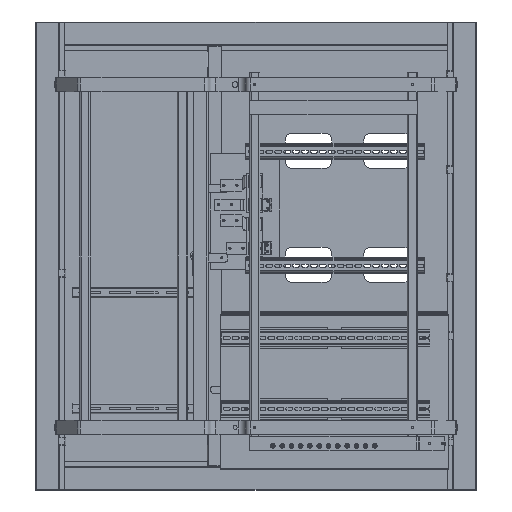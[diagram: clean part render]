
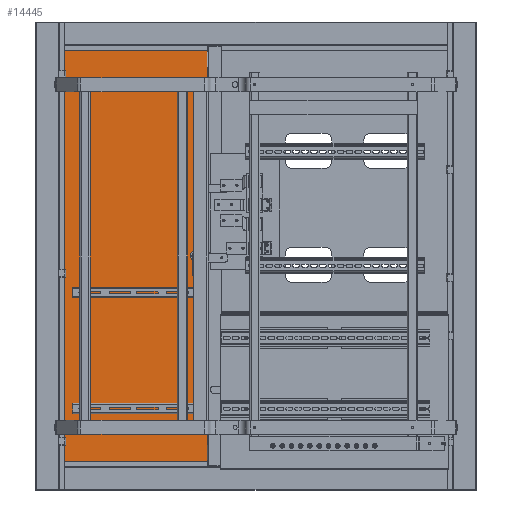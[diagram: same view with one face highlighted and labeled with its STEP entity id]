
A CAD part, left-side view. The second image highlights one B-rep face of the part: STEP entity #14445.
In plain terms, the highlighted face is planar.
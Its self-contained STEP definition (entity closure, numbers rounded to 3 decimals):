
#1917 = ORIENTED_EDGE ( 'NONE', *, *, #14775, .F. ) ;
#2395 = ORIENTED_EDGE ( 'NONE', *, *, #17989, .T. ) ;
#4566 = CARTESIAN_POINT ( 'NONE',  ( 161.7, 900.7, -1. ) ) ;
#5145 = VERTEX_POINT ( 'NONE', #4566 ) ;
#5733 = DIRECTION ( 'NONE',  ( -1., 0., 0. ) ) ;
#6448 = VERTEX_POINT ( 'NONE', #54581 ) ;
#6652 = EDGE_LOOP ( 'NONE', ( #31692, #6842, #1917, #30261 ) ) ;
#6842 = ORIENTED_EDGE ( 'NONE', *, *, #61613, .F. ) ;
#6856 = CARTESIAN_POINT ( 'NONE',  ( 0., 0., -1. ) ) ;
#7422 = CARTESIAN_POINT ( 'NONE',  ( -122., 455.149, -1. ) ) ;
#8114 = VECTOR ( 'NONE', #34807, 1000. ) ;
#9993 = DIRECTION ( 'NONE',  ( 0., -1., 0. ) ) ;
#10528 = LINE ( 'NONE', #21406, #25399 ) ;
#10752 = ORIENTED_EDGE ( 'NONE', *, *, #31545, .T. ) ;
#12495 = EDGE_CURVE ( 'NONE', #46188, #51399, #50953, .T. ) ;
#14445 = ADVANCED_FACE ( 'NONE', ( #38799, #33560 ), #54933, .F. ) ;
#14579 = LINE ( 'NONE', #36305, #63217 ) ;
#14656 = CARTESIAN_POINT ( 'NONE',  ( 161.7, 2.3, -1. ) ) ;
#14713 = DIRECTION ( 'NONE',  ( 1., 0., 0. ) ) ;
#14775 = EDGE_CURVE ( 'NONE', #37443, #29608, #14579, .T. ) ;
#15895 = DIRECTION ( 'NONE',  ( 1., 0., 0. ) ) ;
#16142 = DIRECTION ( 'NONE',  ( 0., -1., 0. ) ) ;
#16978 = LINE ( 'NONE', #38356, #45758 ) ;
#17989 = EDGE_CURVE ( 'NONE', #51399, #6448, #10528, .T. ) ;
#20733 = AXIS2_PLACEMENT_3D ( 'NONE', #20999, #68715, #14713 ) ;
#20999 = CARTESIAN_POINT ( 'NONE',  ( -130.5, 451.5, -1. ) ) ;
#21406 = CARTESIAN_POINT ( 'NONE',  ( -139., 455.149, -1. ) ) ;
#25399 = VECTOR ( 'NONE', #16142, 1000. ) ;
#29608 = VERTEX_POINT ( 'NONE', #43590 ) ;
#30003 = CARTESIAN_POINT ( 'NONE',  ( -122., 447.851, -1. ) ) ;
#30166 = CIRCLE ( 'NONE', #57057, 9.25 ) ;
#30261 = ORIENTED_EDGE ( 'NONE', *, *, #65575, .F. ) ;
#31545 = EDGE_CURVE ( 'NONE', #41566, #46188, #55489, .T. ) ;
#31692 = ORIENTED_EDGE ( 'NONE', *, *, #53621, .F. ) ;
#33560 = FACE_OUTER_BOUND ( 'NONE', #6652, .T. ) ;
#34807 = DIRECTION ( 'NONE',  ( 0., 1., 0. ) ) ;
#35812 = CARTESIAN_POINT ( 'NONE',  ( -161.7, 2.3, -1. ) ) ;
#36305 = CARTESIAN_POINT ( 'NONE',  ( -161.7, 903., -1. ) ) ;
#37443 = VERTEX_POINT ( 'NONE', #56389 ) ;
#37644 = EDGE_LOOP ( 'NONE', ( #2395, #45612, #10752, #43032 ) ) ;
#38356 = CARTESIAN_POINT ( 'NONE',  ( 164., 900.7, -1. ) ) ;
#38799 = FACE_BOUND ( 'NONE', #37644, .T. ) ;
#41566 = VERTEX_POINT ( 'NONE', #30003 ) ;
#42691 = DIRECTION ( 'NONE',  ( 1., 0., 0. ) ) ;
#43032 = ORIENTED_EDGE ( 'NONE', *, *, #12495, .T. ) ;
#43590 = CARTESIAN_POINT ( 'NONE',  ( -161.7, 2.3, -1. ) ) ;
#44540 = CARTESIAN_POINT ( 'NONE',  ( 161.7, 2.3, -1. ) ) ;
#45612 = ORIENTED_EDGE ( 'NONE', *, *, #57028, .T. ) ;
#45758 = VECTOR ( 'NONE', #5733, 1000. ) ;
#46188 = VERTEX_POINT ( 'NONE', #50759 ) ;
#46390 = VERTEX_POINT ( 'NONE', #14656 ) ;
#47445 = CARTESIAN_POINT ( 'NONE',  ( -130.5, 451.5, -1. ) ) ;
#49861 = VECTOR ( 'NONE', #57899, 1000. ) ;
#50759 = CARTESIAN_POINT ( 'NONE',  ( -122., 455.149, -1. ) ) ;
#50953 = CIRCLE ( 'NONE', #20733, 9.25 ) ;
#51088 = LINE ( 'NONE', #44540, #57857 ) ;
#51399 = VERTEX_POINT ( 'NONE', #65244 ) ;
#52478 = AXIS2_PLACEMENT_3D ( 'NONE', #6856, #53901, #42691 ) ;
#53621 = EDGE_CURVE ( 'NONE', #46390, #5145, #51088, .T. ) ;
#53901 = DIRECTION ( 'NONE',  ( 0., 0., 1. ) ) ;
#54581 = CARTESIAN_POINT ( 'NONE',  ( -139., 447.851, -1. ) ) ;
#54933 = PLANE ( 'NONE',  #52478 ) ;
#55489 = LINE ( 'NONE', #7422, #8114 ) ;
#56389 = CARTESIAN_POINT ( 'NONE',  ( -161.7, 900.7, -1. ) ) ;
#57028 = EDGE_CURVE ( 'NONE', #6448, #41566, #30166, .T. ) ;
#57057 = AXIS2_PLACEMENT_3D ( 'NONE', #47445, #63965, #15895 ) ;
#57857 = VECTOR ( 'NONE', #65946, 1000. ) ;
#57899 = DIRECTION ( 'NONE',  ( 1., 0., 0. ) ) ;
#61613 = EDGE_CURVE ( 'NONE', #29608, #46390, #63172, .T. ) ;
#63172 = LINE ( 'NONE', #35812, #49861 ) ;
#63217 = VECTOR ( 'NONE', #9993, 1000. ) ;
#63965 = DIRECTION ( 'NONE',  ( 0., 0., 1. ) ) ;
#65244 = CARTESIAN_POINT ( 'NONE',  ( -139., 455.149, -1. ) ) ;
#65575 = EDGE_CURVE ( 'NONE', #5145, #37443, #16978, .T. ) ;
#65946 = DIRECTION ( 'NONE',  ( 0., 1., 0. ) ) ;
#68715 = DIRECTION ( 'NONE',  ( 0., 0., 1. ) ) ;
